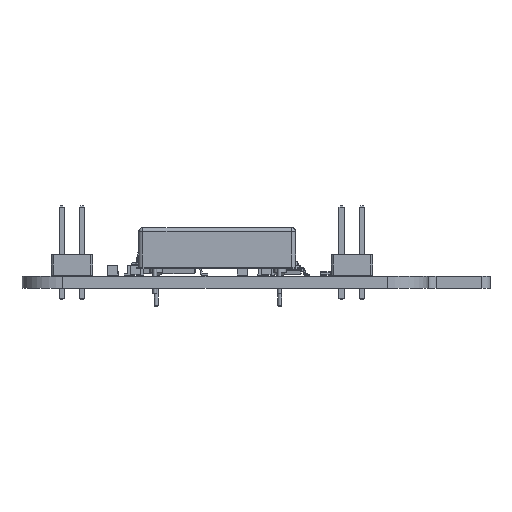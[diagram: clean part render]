
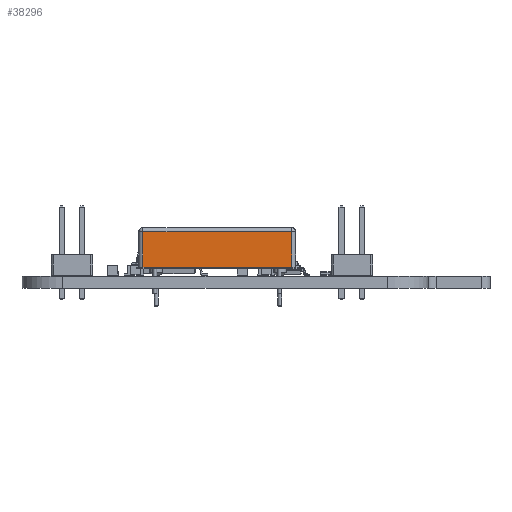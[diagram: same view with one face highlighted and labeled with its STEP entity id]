
A CAD part, left-side view. The second image highlights one B-rep face of the part: STEP entity #38296.
In plain terms, the highlighted face is planar.
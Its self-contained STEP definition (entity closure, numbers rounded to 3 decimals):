
#37923 = VERTEX_POINT('',#37924);
#37924 = CARTESIAN_POINT('',(16.835,9.725,1.));
#37933 = EDGE_CURVE('',#37923,#37934,#37936,.T.);
#37934 = VERTEX_POINT('',#37935);
#37935 = CARTESIAN_POINT('',(-1.465,9.725,1.));
#37936 = LINE('',#37937,#37938);
#37937 = CARTESIAN_POINT('',(7.095,9.725,1.));
#37938 = VECTOR('',#37939,1.);
#37939 = DIRECTION('',(-1.,-0.,-0.));
#38121 = EDGE_CURVE('',#37923,#38122,#38124,.T.);
#38122 = VERTEX_POINT('',#38123);
#38123 = CARTESIAN_POINT('',(16.835,9.725,5.38));
#38124 = LINE('',#38125,#38126);
#38125 = CARTESIAN_POINT('',(16.835,9.725,0.8));
#38126 = VECTOR('',#38127,1.);
#38127 = DIRECTION('',(0.,0.,1.));
#38277 = VERTEX_POINT('',#38278);
#38278 = CARTESIAN_POINT('',(-1.465,9.725,5.38));
#38285 = EDGE_CURVE('',#37934,#38277,#38286,.T.);
#38286 = LINE('',#38287,#38288);
#38287 = CARTESIAN_POINT('',(-1.465,9.725,0.8));
#38288 = VECTOR('',#38289,1.);
#38289 = DIRECTION('',(0.,0.,1.));
#38296 = ADVANCED_FACE('',(#38297),#38308,.F.);
#38297 = FACE_BOUND('',#38298,.F.);
#38298 = EDGE_LOOP('',(#38299,#38300,#38301,#38307));
#38299 = ORIENTED_EDGE('',*,*,#37933,.F.);
#38300 = ORIENTED_EDGE('',*,*,#38121,.T.);
#38301 = ORIENTED_EDGE('',*,*,#38302,.T.);
#38302 = EDGE_CURVE('',#38122,#38277,#38303,.T.);
#38303 = LINE('',#38304,#38305);
#38304 = CARTESIAN_POINT('',(16.835,9.725,5.38));
#38305 = VECTOR('',#38306,1.);
#38306 = DIRECTION('',(-1.,0.,0.));
#38307 = ORIENTED_EDGE('',*,*,#38285,.F.);
#38308 = PLANE('',#38309);
#38309 = AXIS2_PLACEMENT_3D('',#38310,#38311,#38312);
#38310 = CARTESIAN_POINT('',(16.835,9.725,0.8));
#38311 = DIRECTION('',(0.,-1.,0.));
#38312 = DIRECTION('',(-1.,0.,0.));
